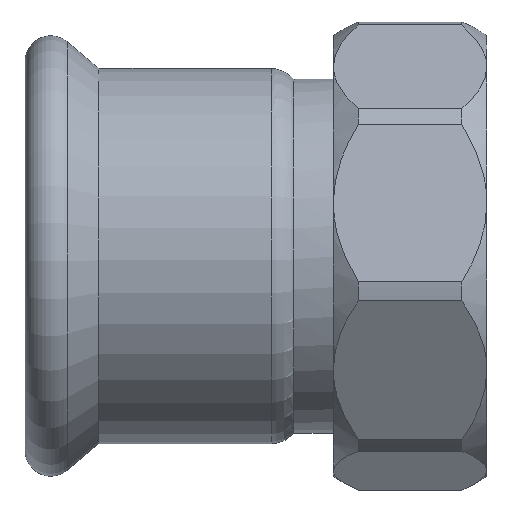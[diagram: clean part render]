
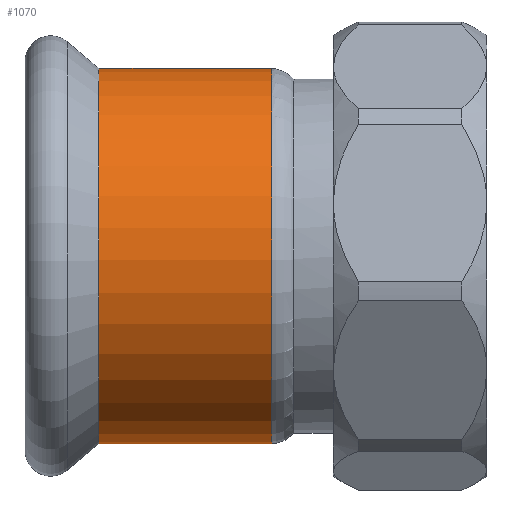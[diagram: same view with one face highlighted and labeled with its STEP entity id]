
A CAD part, front view. The second image highlights one B-rep face of the part: STEP entity #1070.
In plain terms, the highlighted cylindrical face has radius 40.35 mm (diameter 80.7 mm), a full revolution.
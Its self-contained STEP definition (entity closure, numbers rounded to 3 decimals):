
#116=FACE_OUTER_BOUND('',#191,.T.);
#191=EDGE_LOOP('',(#714,#715,#716,#717));
#261=LINE('',#1726,#300);
#300=VECTOR('',#1392,40.35);
#354=CIRCLE('',#1189,40.35);
#355=CIRCLE('',#1190,40.35);
#437=VERTEX_POINT('',#1723);
#438=VERTEX_POINT('',#1725);
#538=EDGE_CURVE('',#437,#437,#354,.T.);
#539=EDGE_CURVE('',#437,#438,#261,.T.);
#540=EDGE_CURVE('',#438,#438,#355,.T.);
#714=ORIENTED_EDGE('',*,*,#538,.F.);
#715=ORIENTED_EDGE('',*,*,#539,.T.);
#716=ORIENTED_EDGE('',*,*,#540,.T.);
#717=ORIENTED_EDGE('',*,*,#539,.F.);
#964=CYLINDRICAL_SURFACE('',#1188,40.35);
#1070=ADVANCED_FACE('',(#116),#964,.T.);
#1188=AXIS2_PLACEMENT_3D('',#1722,#1388,#1389);
#1189=AXIS2_PLACEMENT_3D('',#1724,#1390,#1391);
#1190=AXIS2_PLACEMENT_3D('',#1727,#1393,#1394);
#1388=DIRECTION('center_axis',(-1.,0.,0.));
#1389=DIRECTION('ref_axis',(0.,0.878,-0.479));
#1390=DIRECTION('center_axis',(-1.,0.,0.));
#1391=DIRECTION('ref_axis',(0.,1.,0.));
#1392=DIRECTION('',(1.,0.,0.));
#1393=DIRECTION('center_axis',(-1.,0.,0.));
#1394=DIRECTION('ref_axis',(0.,1.,0.));
#1722=CARTESIAN_POINT('Origin',(58.,0.,0.));
#1723=CARTESIAN_POINT('',(15.844,-35.41,19.345));
#1724=CARTESIAN_POINT('Origin',(15.844,0.,0.));
#1725=CARTESIAN_POINT('',(53.,-35.41,19.345));
#1726=CARTESIAN_POINT('',(58.,-35.41,19.345));
#1727=CARTESIAN_POINT('Origin',(53.,0.,0.));
